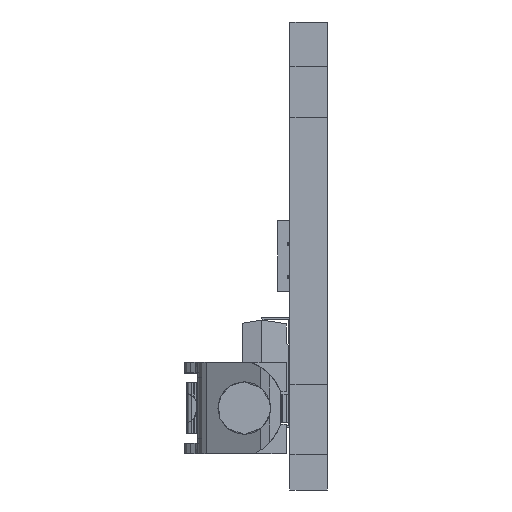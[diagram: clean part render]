
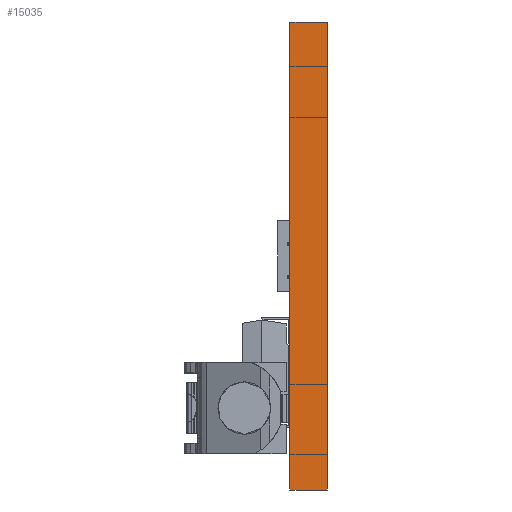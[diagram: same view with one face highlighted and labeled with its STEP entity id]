
A CAD part, left-side view. The second image highlights one B-rep face of the part: STEP entity #15035.
In plain terms, the highlighted planar face has unit normal (-1, 0, 0).
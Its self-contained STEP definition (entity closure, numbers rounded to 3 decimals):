
#4147 = DIRECTION ( 'NONE',  ( 0., 0., 1. ) ) ;
#6765 = EDGE_CURVE ( 'NONE', #18632, #76835, #58046, .T. ) ;
#6832 = VECTOR ( 'NONE', #37110, 1000. ) ;
#10487 = CARTESIAN_POINT ( 'NONE',  ( 0., 0., -20. ) ) ;
#10613 = CARTESIAN_POINT ( 'NONE',  ( 0., -1.6, 0. ) ) ;
#11058 = AXIS2_PLACEMENT_3D ( 'NONE', #30697, #44185, #4147 ) ;
#12172 = LINE ( 'NONE', #16485, #61244 ) ;
#15035 = ADVANCED_FACE ( 'NONE', ( #80120 ), #84118, .T. ) ;
#16485 = CARTESIAN_POINT ( 'NONE',  ( 0., -1.6, -20. ) ) ;
#18632 = VERTEX_POINT ( 'NONE', #22786 ) ;
#22786 = CARTESIAN_POINT ( 'NONE',  ( 0., 0., -20. ) ) ;
#23395 = CARTESIAN_POINT ( 'NONE',  ( 0., -1.6, -20. ) ) ;
#25396 = VERTEX_POINT ( 'NONE', #52963 ) ;
#26072 = ORIENTED_EDGE ( 'NONE', *, *, #69084, .T. ) ;
#30697 = CARTESIAN_POINT ( 'NONE',  ( 0., -1.6, -20. ) ) ;
#37110 = DIRECTION ( 'NONE',  ( 0., 0., 1. ) ) ;
#43524 = DIRECTION ( 'NONE',  ( 0., 1., 0. ) ) ;
#44185 = DIRECTION ( 'NONE',  ( -1., 0., 0. ) ) ;
#45432 = EDGE_LOOP ( 'NONE', ( #80440, #81807, #46627, #26072 ) ) ;
#46627 = ORIENTED_EDGE ( 'NONE', *, *, #70421, .T. ) ;
#49419 = LINE ( 'NONE', #81460, #84837 ) ;
#50063 = VECTOR ( 'NONE', #43524, 1000. ) ;
#52963 = CARTESIAN_POINT ( 'NONE',  ( 0., -1.6, -20. ) ) ;
#58046 = LINE ( 'NONE', #10487, #6832 ) ;
#61244 = VECTOR ( 'NONE', #63184, 1000. ) ;
#63184 = DIRECTION ( 'NONE',  ( 0., 0., 1. ) ) ;
#67482 = DIRECTION ( 'NONE',  ( 0., 1., 0. ) ) ;
#67802 = LINE ( 'NONE', #23395, #50063 ) ;
#69084 = EDGE_CURVE ( 'NONE', #70508, #76835, #49419, .T. ) ;
#70421 = EDGE_CURVE ( 'NONE', #25396, #70508, #12172, .T. ) ;
#70508 = VERTEX_POINT ( 'NONE', #10613 ) ;
#72988 = EDGE_CURVE ( 'NONE', #25396, #18632, #67802, .T. ) ;
#76835 = VERTEX_POINT ( 'NONE', #86581 ) ;
#80120 = FACE_OUTER_BOUND ( 'NONE', #45432, .T. ) ;
#80440 = ORIENTED_EDGE ( 'NONE', *, *, #6765, .F. ) ;
#81460 = CARTESIAN_POINT ( 'NONE',  ( 0., -1.6, 0. ) ) ;
#81807 = ORIENTED_EDGE ( 'NONE', *, *, #72988, .F. ) ;
#84118 = PLANE ( 'NONE',  #11058 ) ;
#84837 = VECTOR ( 'NONE', #67482, 1000. ) ;
#86581 = CARTESIAN_POINT ( 'NONE',  ( 0., 0., 0. ) ) ;
